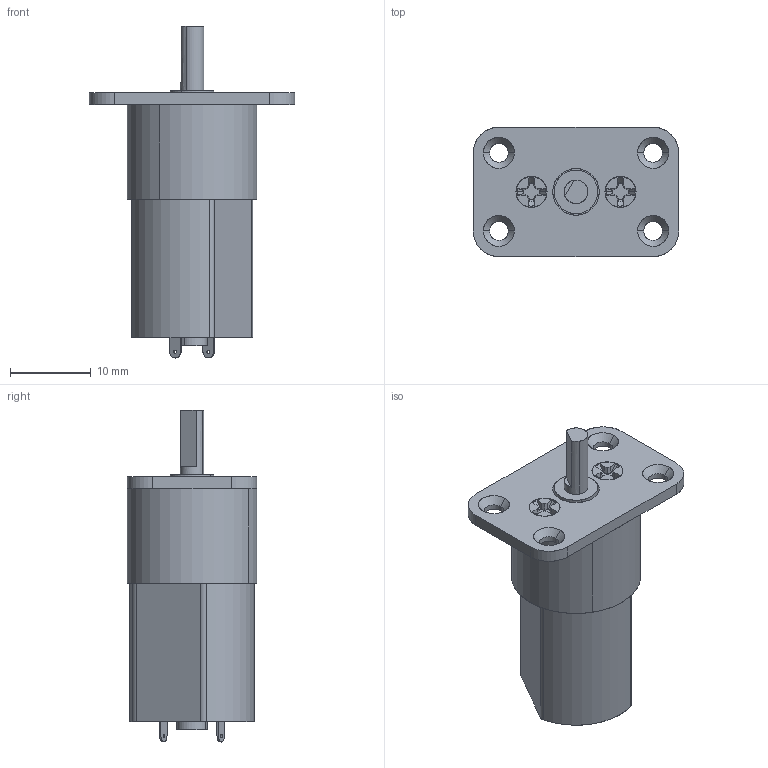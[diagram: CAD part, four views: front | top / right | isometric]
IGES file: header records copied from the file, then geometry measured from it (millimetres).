
Start section: SolidWorks IGES file using analytic representation for surfaces
Global section: file name: 1000RPM ant motor and plate assembly.IGS; native system: SolidWorks 2005 by SolidWorks Corporation; preprocessor: SolidWorks 2005 by SolidWorks Corporation; author: Peter Smith; date: 150614.203222; units: millimetre
Bounding box: 25.4 x 16 x 41.03 mm (x, y, z)
Surface area: 2923.8 mm2 (no closed solid volume)
Topology: 0 solids, 0 shells, 195 faces, 2750 edges, 2750 vertices
Faces by surface type: revolution 125, bspline 70
